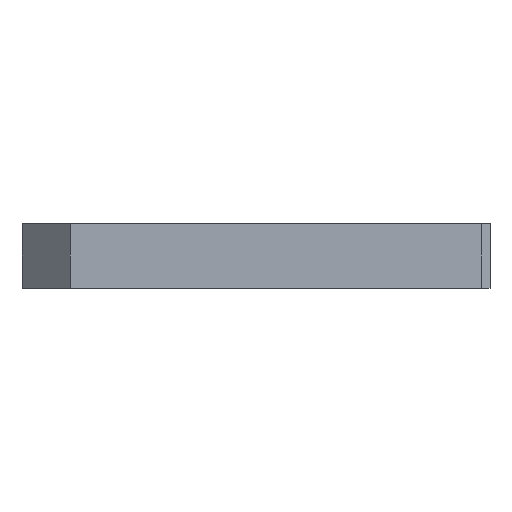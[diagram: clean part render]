
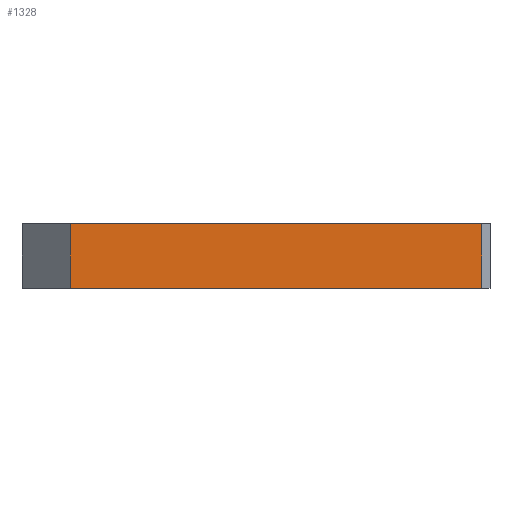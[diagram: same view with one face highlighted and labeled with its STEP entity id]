
A CAD part, front view. The second image highlights one B-rep face of the part: STEP entity #1328.
In plain terms, the highlighted planar face has unit normal (0, -1, 0).
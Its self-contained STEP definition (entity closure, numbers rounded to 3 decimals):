
#193=PLANE('',#1473);
#257=FACE_OUTER_BOUND('',#345,.T.);
#345=EDGE_LOOP('',(#1229,#1230,#1231,#1232));
#479=LINE('',#2099,#586);
#516=LINE('',#2219,#623);
#524=LINE('',#2253,#631);
#528=LINE('',#2260,#635);
#586=VECTOR('',#1665,10.);
#623=VECTOR('',#1800,10.);
#631=VECTOR('',#1846,10.);
#635=VECTOR('',#1856,10.);
#699=VERTEX_POINT('',#2096);
#700=VERTEX_POINT('',#2098);
#734=VERTEX_POINT('',#2217);
#741=VERTEX_POINT('',#2251);
#823=EDGE_CURVE('',#699,#700,#479,.T.);
#885=EDGE_CURVE('',#734,#699,#516,.T.);
#902=EDGE_CURVE('',#741,#734,#524,.T.);
#906=EDGE_CURVE('',#700,#741,#528,.T.);
#1229=ORIENTED_EDGE('',*,*,#885,.F.);
#1230=ORIENTED_EDGE('',*,*,#902,.F.);
#1231=ORIENTED_EDGE('',*,*,#906,.F.);
#1232=ORIENTED_EDGE('',*,*,#823,.F.);
#1328=ADVANCED_FACE('',(#257),#193,.T.);
#1473=AXIS2_PLACEMENT_3D('',#2261,#1857,#1858);
#1665=DIRECTION('',(-1.,0.,0.));
#1800=DIRECTION('',(0.,0.,-1.));
#1846=DIRECTION('',(1.,0.,0.));
#1856=DIRECTION('',(0.,0.,1.));
#1857=DIRECTION('center_axis',(0.,-1.,0.));
#1858=DIRECTION('ref_axis',(1.,0.,0.));
#2096=CARTESIAN_POINT('',(28.,-37.5,-4.));
#2098=CARTESIAN_POINT('',(-23.,-37.5,-4.));
#2099=CARTESIAN_POINT('',(-29.,-37.5,-4.));
#2217=CARTESIAN_POINT('',(28.,-37.5,4.));
#2219=CARTESIAN_POINT('',(28.,-37.5,0.));
#2251=CARTESIAN_POINT('',(-23.,-37.5,4.));
#2253=CARTESIAN_POINT('',(-29.,-37.5,4.));
#2260=CARTESIAN_POINT('',(-23.,-37.5,0.));
#2261=CARTESIAN_POINT('Origin',(-29.,-37.5,0.));
